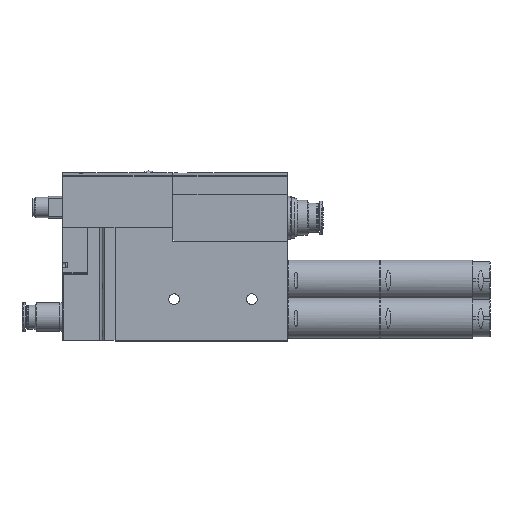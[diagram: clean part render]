
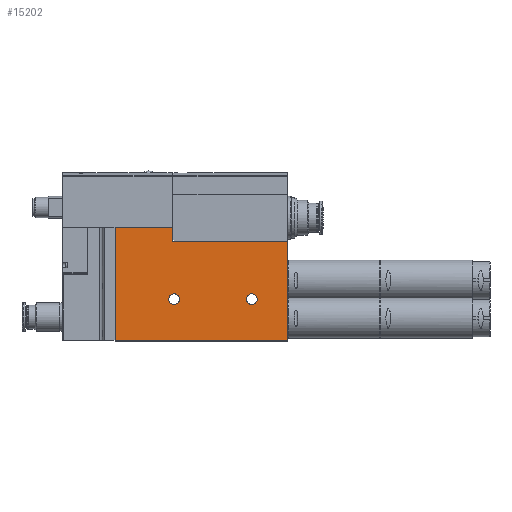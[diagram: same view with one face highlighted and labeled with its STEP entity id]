
A CAD part, top view. The second image highlights one B-rep face of the part: STEP entity #15202.
In plain terms, the highlighted planar face has unit normal (0, 0, 1).
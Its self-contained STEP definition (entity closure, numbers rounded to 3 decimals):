
#256=LINE('',#20659,#1038);
#585=LINE('',#22021,#1367);
#588=LINE('',#22037,#1370);
#591=LINE('',#22047,#1373);
#596=LINE('',#22055,#1378);
#598=LINE('',#22058,#1380);
#1038=VECTOR('',#17172,1000.);
#1367=VECTOR('',#18701,1000.);
#1370=VECTOR('',#18716,1000.);
#1373=VECTOR('',#18725,1000.);
#1378=VECTOR('',#18732,1000.);
#1380=VECTOR('',#18736,1000.);
#1821=PLANE('',#16296);
#3745=ORIENTED_EDGE('',*,*,#5993,.T.);
#3746=ORIENTED_EDGE('',*,*,#5994,.T.);
#3747=ORIENTED_EDGE('',*,*,#5311,.T.);
#3748=ORIENTED_EDGE('',*,*,#5971,.T.);
#3749=ORIENTED_EDGE('',*,*,#5979,.T.);
#3750=ORIENTED_EDGE('',*,*,#5984,.T.);
#3751=ORIENTED_EDGE('',*,*,#5989,.T.);
#3752=ORIENTED_EDGE('',*,*,#5991,.T.);
#5311=EDGE_CURVE('',#6795,#6794,#256,.T.);
#5971=EDGE_CURVE('',#6794,#7227,#585,.T.);
#5979=EDGE_CURVE('',#7227,#7234,#588,.T.);
#5984=EDGE_CURVE('',#7234,#7238,#591,.T.);
#5989=EDGE_CURVE('',#7238,#7240,#596,.T.);
#5991=EDGE_CURVE('',#7240,#6795,#598,.T.);
#5993=EDGE_CURVE('',#7241,#7241,#8128,.T.);
#5994=EDGE_CURVE('',#7242,#7242,#8129,.T.);
#6794=VERTEX_POINT('',#20658);
#6795=VERTEX_POINT('',#20660);
#7227=VERTEX_POINT('',#22020);
#7234=VERTEX_POINT('',#22036);
#7238=VERTEX_POINT('',#22046);
#7240=VERTEX_POINT('',#22054);
#7241=VERTEX_POINT('',#22062);
#7242=VERTEX_POINT('',#22064);
#8128=CIRCLE('',#16297,3.2);
#8129=CIRCLE('',#16298,3.2);
#8700=EDGE_LOOP('',(#3745));
#8701=EDGE_LOOP('',(#3746));
#8702=EDGE_LOOP('',(#3747,#3748,#3749,#3750,#3751,#3752));
#9619=FACE_BOUND('',#8700,.T.);
#9620=FACE_BOUND('',#8701,.T.);
#9621=FACE_BOUND('',#8702,.T.);
#15202=ADVANCED_FACE('',(#9619,#9620,#9621),#1821,.T.);
#16296=AXIS2_PLACEMENT_3D('',#22060,#18738,#18739);
#16297=AXIS2_PLACEMENT_3D('',#22061,#18740,#18741);
#16298=AXIS2_PLACEMENT_3D('',#22063,#18742,#18743);
#17172=DIRECTION('',(-1.,0.,0.));
#18701=DIRECTION('',(0.,-1.,0.));
#18716=DIRECTION('',(1.,0.,0.));
#18725=DIRECTION('',(0.,1.,0.));
#18732=DIRECTION('',(-1.,0.,0.));
#18736=DIRECTION('',(0.,1.,0.));
#18738=DIRECTION('',(0.,0.,1.));
#18739=DIRECTION('',(1.,0.,0.));
#18740=DIRECTION('',(0.,0.,-1.));
#18741=DIRECTION('',(-1.,0.,0.));
#18742=DIRECTION('',(0.,0.,-1.));
#18743=DIRECTION('',(-1.,0.,0.));
#20658=CARTESIAN_POINT('',(31.,67.5,18.));
#20659=CARTESIAN_POINT('',(65.3,67.5,18.));
#20660=CARTESIAN_POINT('',(65.3,67.5,18.));
#22020=CARTESIAN_POINT('',(31.,0.,18.));
#22021=CARTESIAN_POINT('',(31.,67.5,18.));
#22036=CARTESIAN_POINT('',(133.,0.,18.));
#22037=CARTESIAN_POINT('',(31.,0.,18.));
#22046=CARTESIAN_POINT('',(133.,59.,18.));
#22047=CARTESIAN_POINT('',(133.,0.,18.));
#22054=CARTESIAN_POINT('',(65.3,59.,18.));
#22055=CARTESIAN_POINT('',(133.,59.,18.));
#22058=CARTESIAN_POINT('',(65.3,59.,18.));
#22060=CARTESIAN_POINT('',(0.,0.,18.));
#22061=CARTESIAN_POINT('',(112.,24.75,18.));
#22062=CARTESIAN_POINT('',(108.8,24.75,18.));
#22063=CARTESIAN_POINT('',(66.,24.75,18.));
#22064=CARTESIAN_POINT('',(62.8,24.75,18.));
